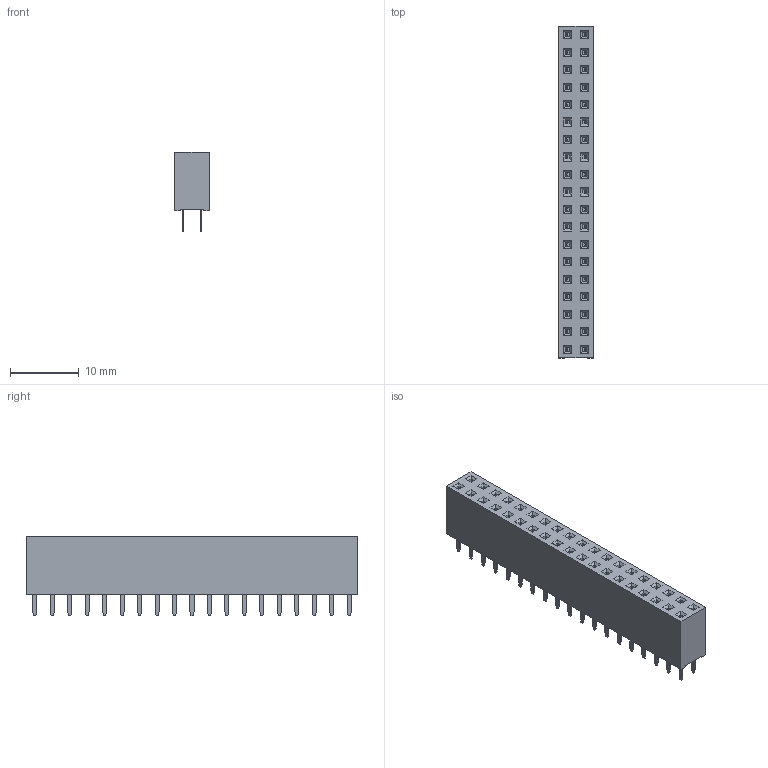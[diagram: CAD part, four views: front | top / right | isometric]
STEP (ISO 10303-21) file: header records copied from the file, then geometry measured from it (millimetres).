
FILE_DESCRIPTION(/* description */ ('model of PinSocket_2x19_P2.54mm_Vertical'),/* implementation_level */ '2;1');
FILE_NAME(/* name */ 'PinSocket_2x19_P2.54mm_Vertical.step',/* time_stamp */ '1970-01-01T00:00:00',/* author */ ('KiCAD','kicad'),/* organization */ ('OCCT'),/* preprocessor_version */ '',/* originating_system */ 'KiCAD',/* authorisation */ '');
FILE_SCHEMA(('AUTOMOTIVE_DESIGN { 1 0 10303 214 1 1 1 1 }'));
Length unit declared in the file: millimetre
Products named in the file (1): PinSocket_2x19_P2.54mm_Vertical
Bounding box: 5.08 x 48.26 x 11.6 mm (x, y, z)
Volume: 1962.4 mm3; surface area: 2346.4 mm2
Topology: 1 solids, 1 shells, 998 faces, 2608 edges, 1688 vertices
Faces by surface type: plane 998
Entity records: 19386 total; most frequent: ORIENTED_EDGE 3988, EDGE_CURVE 2608, LINE 2454, CARTESIAN_POINT 2414, VERTEX_POINT 1688, FACE_BOUND 1074, EDGE_LOOP 1074, ADVANCED_FACE 998
